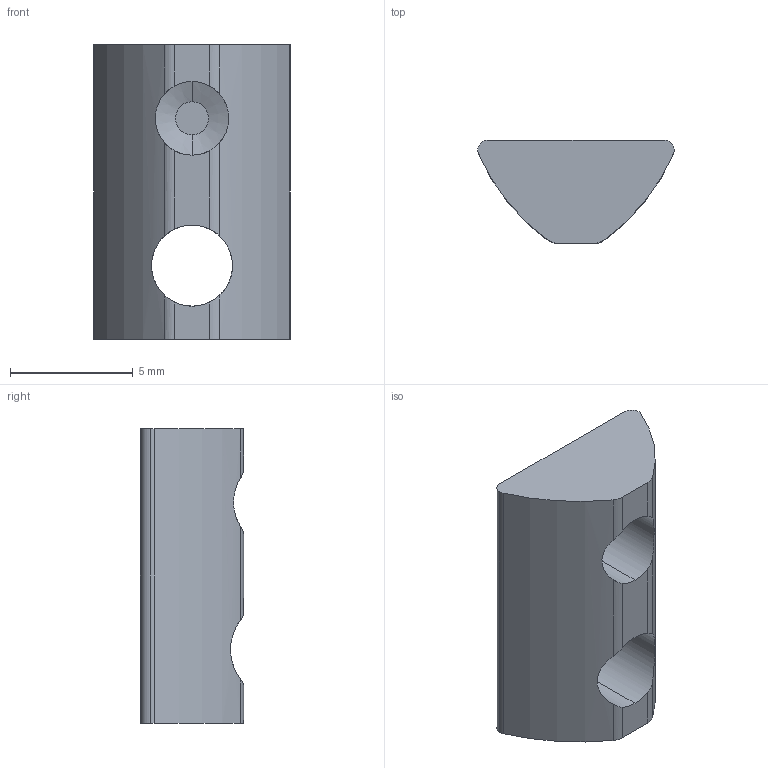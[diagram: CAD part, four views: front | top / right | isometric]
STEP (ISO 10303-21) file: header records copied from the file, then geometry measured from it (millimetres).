
FILE_DESCRIPTION (( 'STEP AP214' ), '1' );
FILE_NAME ('096204e.STEP', '2014-08-18T07:25:53', ( '' ), ( '' ), 'SwSTEP 2.0', 'SolidWorks 2014', '' );
FILE_SCHEMA (( 'AUTOMOTIVE_DESIGN' ));
Length unit declared in the file: millimetre
Products named in the file (1): 096204e
Bounding box: 8 x 4.2 x 12 mm (x, y, z)
Volume: 229.9 mm3; surface area: 349.8 mm2
Topology: 1 solids, 1 shells, 24 faces, 67 edges, 44 vertices
Faces by surface type: cylinder 15, plane 7, cone 2
Entity records: 899 total; most frequent: CARTESIAN_POINT 216, ORIENTED_EDGE 134, DIRECTION 133, EDGE_CURVE 67, AXIS2_PLACEMENT_3D 53, VERTEX_POINT 44, CIRCLE 28, VECTOR 27
